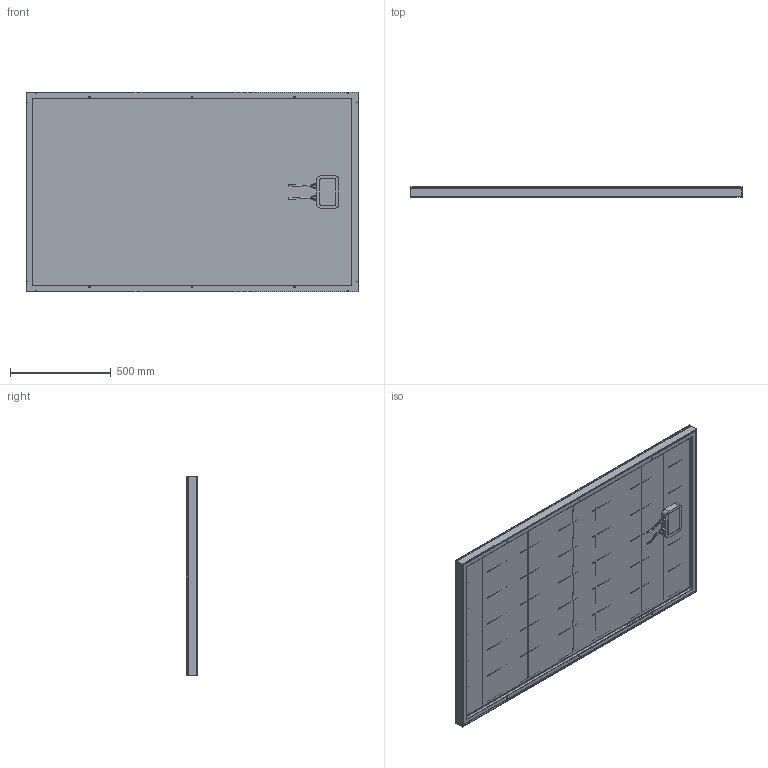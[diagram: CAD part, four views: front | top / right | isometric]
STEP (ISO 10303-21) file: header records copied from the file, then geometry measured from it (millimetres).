
FILE_DESCRIPTION (( 'STEP AP214' ), '1' );
FILE_NAME ('User Library-YGE 235 SERIES.STEP', '2020-04-13T02:02:56', ( '' ), ( '' ), 'SwSTEP 2.0', 'SolidWorks 2019', '' );
FILE_SCHEMA (( 'AUTOMOTIVE_DESIGN' ));
Length unit declared in the file: millimetre
Products named in the file (1): User Library-YGE 235 SERIES
Bounding box: 1650 x 50 x 990 mm (x, y, z)
Volume: 9587973.7 mm3; surface area: 7546457.9 mm2
Topology: 63 solids, 63 shells, 543 faces, 1180 edges, 772 vertices
Faces by surface type: plane 459, cylinder 76, bspline 4, torus 4
Entity records: 15482 total; most frequent: CARTESIAN_POINT 2880, ORIENTED_EDGE 2360, DIRECTION 2352, EDGE_CURVE 1180, LINE 1032, VECTOR 1032, VERTEX_POINT 772, AXIS2_PLACEMENT_3D 660
